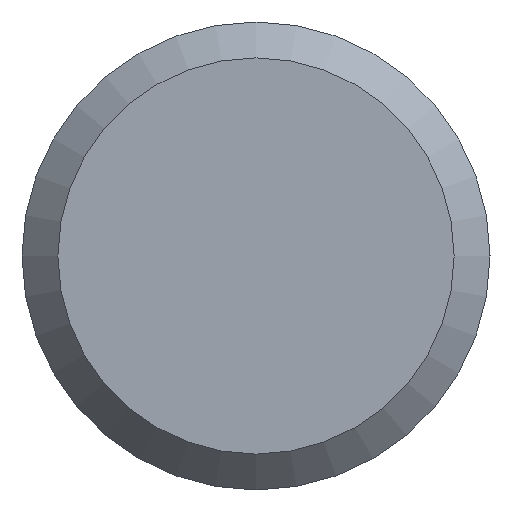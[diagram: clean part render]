
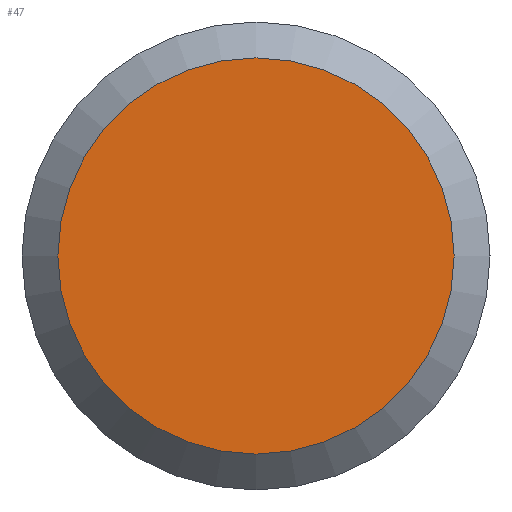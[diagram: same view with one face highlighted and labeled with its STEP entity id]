
A CAD part, left-side view. The second image highlights one B-rep face of the part: STEP entity #47.
In plain terms, the highlighted planar face has unit normal (-1, 0, 0).
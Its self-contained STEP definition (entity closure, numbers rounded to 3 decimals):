
#47 = ADVANCED_FACE( '', ( #96 ), #97, .F. );
#96 = FACE_OUTER_BOUND( '', #137, .T. );
#97 = PLANE( '', #138 );
#137 = EDGE_LOOP( '', ( #186 ) );
#138 = AXIS2_PLACEMENT_3D( '', #187, #188, #189 );
#186 = ORIENTED_EDGE( '', *, *, #208, .F. );
#187 = CARTESIAN_POINT( '', ( 0., 0., 0. ) );
#188 = DIRECTION( '', ( 1., 0., 0. ) );
#189 = DIRECTION( '', ( 0., 0., -1. ) );
#208 = EDGE_CURVE( '', #232, #232, #233, .T. );
#232 = VERTEX_POINT( '', #257 );
#233 = CIRCLE( '', #258, 6.773 );
#257 = CARTESIAN_POINT( '', ( 0., 0., -6.773 ) );
#258 = AXIS2_PLACEMENT_3D( '', #283, #284, #285 );
#283 = CARTESIAN_POINT( '', ( 0., 0., 0. ) );
#284 = DIRECTION( '', ( 1., 0., 0. ) );
#285 = DIRECTION( '', ( 0., 0., -1. ) );
